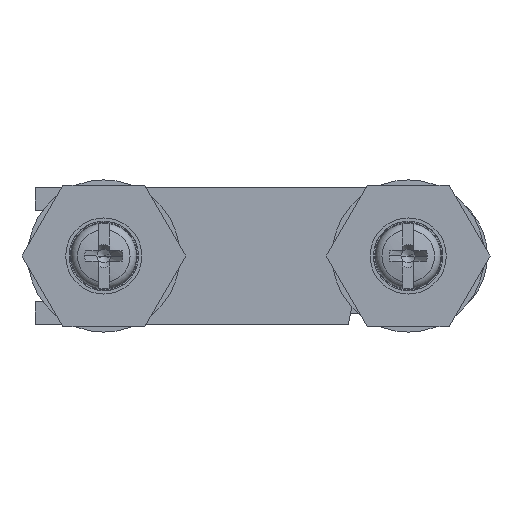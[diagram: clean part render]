
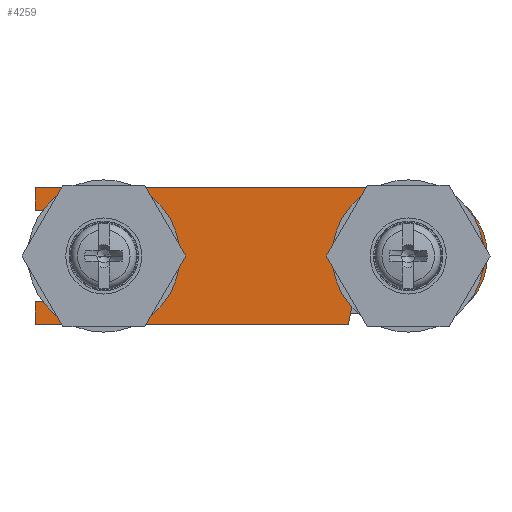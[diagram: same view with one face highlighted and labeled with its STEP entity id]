
A CAD part, front view. The second image highlights one B-rep face of the part: STEP entity #4259.
In plain terms, the highlighted planar face has unit normal (0, -1, 0).
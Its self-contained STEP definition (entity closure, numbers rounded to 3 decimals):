
#689=DIRECTION('',(1.,0.,0.));
#690=VECTOR('',#689,9.);
#691=CARTESIAN_POINT('',(-9.,2.6,6.));
#692=LINE('',#691,#690);
#853=DIRECTION('',(-1.,0.,0.));
#854=VECTOR('',#853,9.);
#855=CARTESIAN_POINT('',(0.,2.6,-6.));
#856=LINE('',#855,#854);
#869=CARTESIAN_POINT('',(0.,2.6,0.));
#870=DIRECTION('',(0.,-1.,0.));
#871=DIRECTION('',(0.,0.,-1.));
#872=AXIS2_PLACEMENT_3D('',#869,#870,#871);
#874=CARTESIAN_POINT('',(0.,2.6,0.));
#875=DIRECTION('',(0.,-1.,0.));
#876=DIRECTION('',(1.,0.,0.));
#877=AXIS2_PLACEMENT_3D('',#874,#875,#876);
#879=CARTESIAN_POINT('',(41.4,2.6,0.));
#880=DIRECTION('',(0.,1.,0.));
#881=DIRECTION('',(0.,0.,1.));
#882=AXIS2_PLACEMENT_3D('',#879,#880,#881);
#884=CARTESIAN_POINT('',(41.4,2.6,0.));
#885=DIRECTION('',(0.,1.,0.));
#886=DIRECTION('',(1.,0.,0.));
#887=AXIS2_PLACEMENT_3D('',#884,#885,#886);
#889=DIRECTION('',(-0.191,0.,0.982));
#890=VECTOR('',#889,7.987);
#891=CARTESIAN_POINT('',(47.414,2.6,-6.696));
#892=LINE('',#891,#890);
#893=CARTESIAN_POINT('',(40.,2.6,0.));
#894=DIRECTION('',(0.,-1.,0.));
#895=DIRECTION('',(0.982,0.,0.191));
#896=AXIS2_PLACEMENT_3D('',#893,#894,#895);
#898=DIRECTION('',(-0.191,0.,-0.982));
#899=VECTOR('',#898,10.335);
#900=CARTESIAN_POINT('',(34.11,2.6,1.145));
#901=LINE('',#900,#899);
#902=DIRECTION('',(0.,0.,-1.));
#903=VECTOR('',#902,3.);
#904=CARTESIAN_POINT('',(-9.,2.6,9.));
#905=LINE('',#904,#903);
#951=DIRECTION('',(0.,0.,-1.));
#952=VECTOR('',#951,3.);
#953=CARTESIAN_POINT('',(-9.,2.6,-6.));
#954=LINE('',#953,#952);
#959=DIRECTION('',(1.,0.,0.));
#960=VECTOR('',#959,41.138);
#961=CARTESIAN_POINT('',(-9.,2.6,-9.));
#962=LINE('',#961,#960);
#2283=DIRECTION('',(-1.,0.,0.));
#2284=VECTOR('',#2283,50.4);
#2285=CARTESIAN_POINT('',(41.4,2.6,9.));
#2286=LINE('',#2285,#2284);
#2459=CARTESIAN_POINT('',(0.,2.6,-6.));
#2460=CARTESIAN_POINT('',(6.,2.6,0.));
#2461=VERTEX_POINT('',#2459);
#2462=VERTEX_POINT('',#2460);
#2463=CARTESIAN_POINT('',(0.,2.6,6.));
#2464=VERTEX_POINT('',#2463);
#2465=CARTESIAN_POINT('',(-9.,2.6,9.));
#2466=CARTESIAN_POINT('',(-9.,2.6,6.));
#2467=VERTEX_POINT('',#2465);
#2468=VERTEX_POINT('',#2466);
#2469=CARTESIAN_POINT('',(41.4,2.6,9.));
#2470=CARTESIAN_POINT('',(50.4,2.6,0.));
#2471=VERTEX_POINT('',#2469);
#2472=VERTEX_POINT('',#2470);
#2473=CARTESIAN_POINT('',(47.414,2.6,-6.696));
#2474=VERTEX_POINT('',#2473);
#2475=CARTESIAN_POINT('',(45.89,2.6,1.145));
#2476=VERTEX_POINT('',#2475);
#2477=CARTESIAN_POINT('',(34.11,2.6,1.145));
#2478=VERTEX_POINT('',#2477);
#2479=CARTESIAN_POINT('',(32.138,2.6,-9.));
#2480=VERTEX_POINT('',#2479);
#2481=CARTESIAN_POINT('',(-9.,2.6,-6.));
#2482=CARTESIAN_POINT('',(-9.,2.6,-9.));
#2483=VERTEX_POINT('',#2481);
#2484=VERTEX_POINT('',#2482);
#4230=CARTESIAN_POINT('',(20.7,2.6,0.));
#4231=DIRECTION('',(0.,1.,0.));
#4232=DIRECTION('',(1.,0.,0.));
#4233=AXIS2_PLACEMENT_3D('',#4230,#4231,#4232);
#4234=PLANE('',#4233);
#4235=ORIENTED_EDGE('',*,*,#3907,.T.);
#4236=ORIENTED_EDGE('',*,*,#3905,.T.);
#4237=ORIENTED_EDGE('',*,*,#3946,.F.);
#4239=ORIENTED_EDGE('',*,*,#4238,.F.);
#4241=ORIENTED_EDGE('',*,*,#4240,.F.);
#4243=ORIENTED_EDGE('',*,*,#4242,.T.);
#4245=ORIENTED_EDGE('',*,*,#4244,.T.);
#4247=ORIENTED_EDGE('',*,*,#4246,.T.);
#4249=ORIENTED_EDGE('',*,*,#4248,.T.);
#4251=ORIENTED_EDGE('',*,*,#4250,.T.);
#4253=ORIENTED_EDGE('',*,*,#4252,.F.);
#4255=ORIENTED_EDGE('',*,*,#4254,.F.);
#4256=ORIENTED_EDGE('',*,*,#4215,.F.);
#4257=EDGE_LOOP('',(#4235,#4236,#4237,#4239,#4241,#4243,#4245,#4247,#4249,#4251,
#4253,#4255,#4256));
#4258=FACE_OUTER_BOUND('',#4257,.F.);
#873=CIRCLE('',#872,6.);
#878=CIRCLE('',#877,6.);
#883=CIRCLE('',#882,9.);
#888=CIRCLE('',#887,9.);
#897=CIRCLE('',#896,6.);
#3905=EDGE_CURVE('',#2462,#2464,#878,.T.);
#3907=EDGE_CURVE('',#2461,#2462,#873,.T.);
#3946=EDGE_CURVE('',#2468,#2464,#692,.T.);
#4215=EDGE_CURVE('',#2461,#2483,#856,.T.);
#4238=EDGE_CURVE('',#2467,#2468,#905,.T.);
#4240=EDGE_CURVE('',#2471,#2467,#2286,.T.);
#4242=EDGE_CURVE('',#2471,#2472,#883,.T.);
#4244=EDGE_CURVE('',#2472,#2474,#888,.T.);
#4246=EDGE_CURVE('',#2474,#2476,#892,.T.);
#4248=EDGE_CURVE('',#2476,#2478,#897,.T.);
#4250=EDGE_CURVE('',#2478,#2480,#901,.T.);
#4252=EDGE_CURVE('',#2484,#2480,#962,.T.);
#4254=EDGE_CURVE('',#2483,#2484,#954,.T.);
#4259=ADVANCED_FACE('',(#4258),#4234,.F.);
